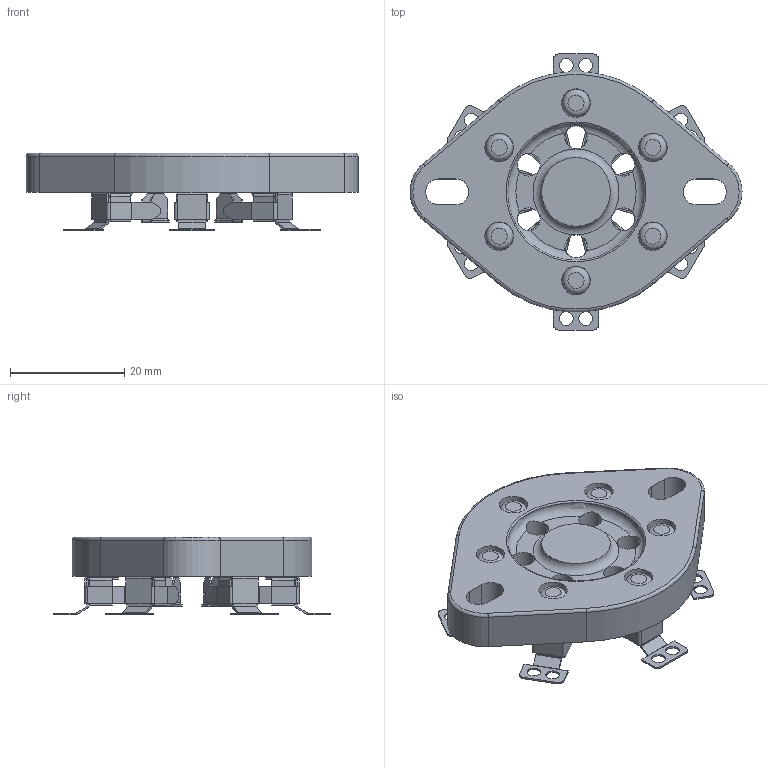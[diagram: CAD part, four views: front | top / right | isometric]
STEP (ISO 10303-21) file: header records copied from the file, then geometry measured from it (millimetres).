
FILE_DESCRIPTION(/* description */ (''),/* implementation_level */ '2;1');
FILE_NAME(/* name */ 'socket UX6.stp',/* time_stamp */ '2024-07-19T19:04:09+02:00',/* author */ ('Goran'),/* organization */ (''),/* preprocessor_version */ 'ST-DEVELOPER v19',/* originating_system */ 'Autodesk Inventor 2023',/* authorisation */ '');
FILE_SCHEMA (('CONFIG_CONTROL_DESIGN'));
Length unit declared in the file: millimetre
Products named in the file (20): socket UX6; socket UX6_1; socket UX6_1_1; socket UX6_2; socket UX6_3; socket UX6_4; socket UX6_5; socket UX6_6; socket UX6_7; socket UX6_8; socket UX6_9; socket UX6_10; socket UX6_11; socket UX6_12; socket UX6_13; socket UX6_14; socket UX6_15; socket UX6_16; socket UX6_17; socket UX6_18
Assembly tree (19 placements, depth 2):
  socket UX6
    socket UX6_1
    socket UX6_1_1
    socket UX6_2
    socket UX6_3
    socket UX6_4
    socket UX6_5
    socket UX6_6
    socket UX6_7
    socket UX6_8
    socket UX6_9
    socket UX6_10
    socket UX6_11
    socket UX6_12
    socket UX6_13
    socket UX6_14
    socket UX6_15
    socket UX6_16
    socket UX6_17
    socket UX6_18
Bounding box: 58 x 48.22 x 13.56 mm (x, y, z)
Volume: 9974.6 mm3; surface area: 9726.3 mm2
Topology: 19 solids, 19 shells, 789 faces, 2049 edges, 1306 vertices
Faces by surface type: plane 540, cylinder 222, torus 27
Full cylindrical faces by diameter (mm): 2.4 x12, 2.7 x12, 2.8 x6, 3 x6, 4 x6, 4.8 x6, 5 x6
Entity records: 24973 total; most frequent: CARTESIAN_POINT 4339, DIRECTION 4260, ORIENTED_EDGE 4098, EDGE_CURVE 2049, LINE 1482, VECTOR 1482, AXIS2_PLACEMENT_3D 1389, VERTEX_POINT 1306
